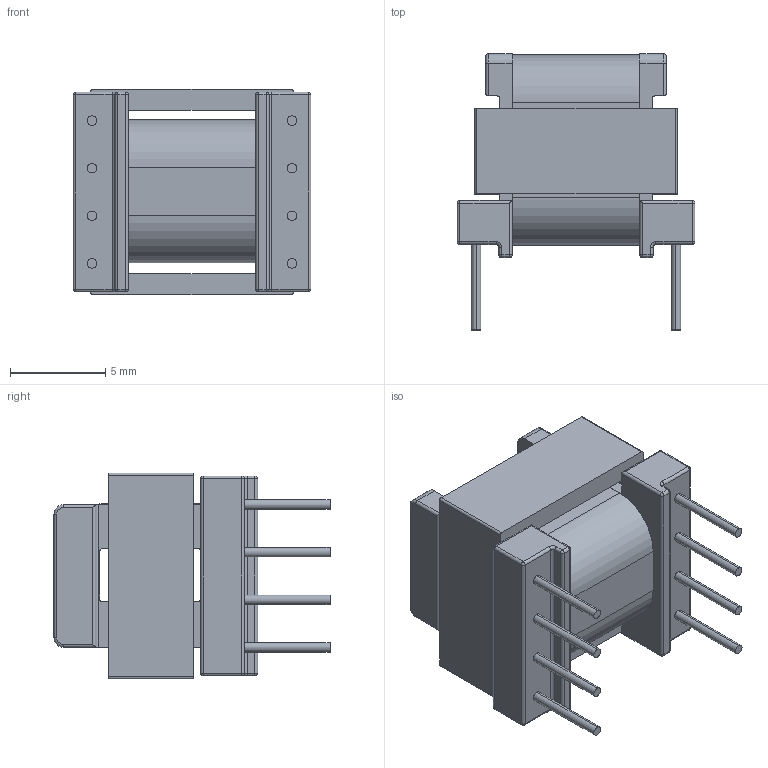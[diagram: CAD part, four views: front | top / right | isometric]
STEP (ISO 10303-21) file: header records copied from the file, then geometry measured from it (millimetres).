
FILE_DESCRIPTION (( 'STEP AP214' ), '1' );
FILE_NAME ('User Library-EE1-H.STEP', '2020-02-05T10:52:41', ( '' ), ( '' ), 'SwSTEP 2.0', 'SolidWorks 2019', '' );
FILE_SCHEMA (( 'AUTOMOTIVE_DESIGN' ));
Length unit declared in the file: millimetre
Products named in the file (1): User Library-EE1-H
Bounding box: 12.5 x 14.5 x 10.82 mm (x, y, z)
Volume: 887.1 mm3; surface area: 1286.7 mm2
Topology: 2 solids, 2 shells, 166 faces, 408 edges, 236 vertices
Faces by surface type: cylinder 84, plane 58, sphere 16, torus 8
Entity records: 6349 total; most frequent: DIRECTION 882, CARTESIAN_POINT 819, ORIENTED_EDGE 784, EDGE_CURVE 392, AXIS2_PLACEMENT_3D 331, VERTEX_POINT 236, LINE 220, VECTOR 220
